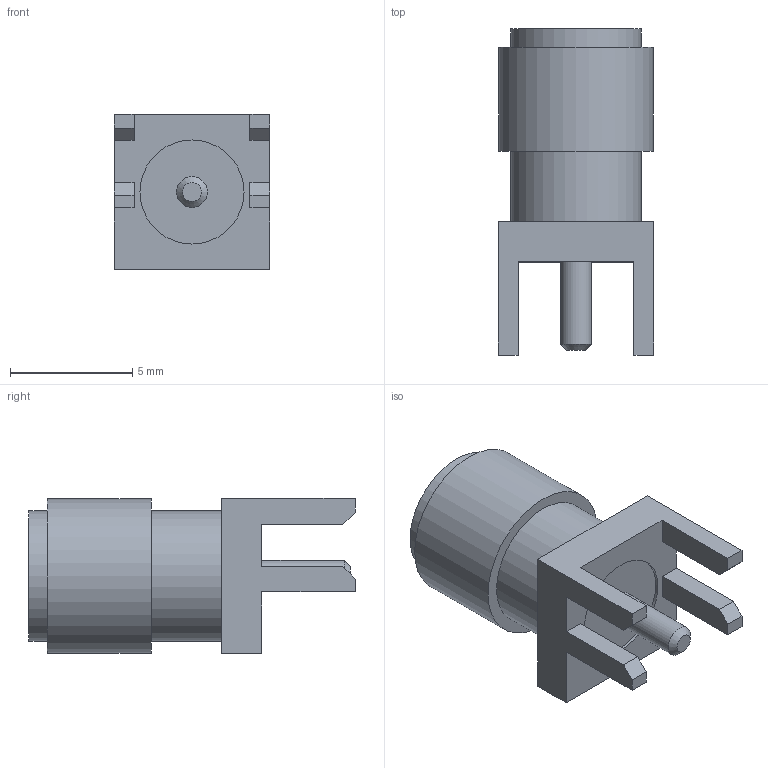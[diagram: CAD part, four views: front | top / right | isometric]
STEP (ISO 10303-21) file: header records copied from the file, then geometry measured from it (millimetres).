
FILE_DESCRIPTION(/* description */ ('STEP AP214'),/* implementation_level */ '2;1');
FILE_NAME(/* name */ 'SMA-J-P-H-ST-EM1',/* time_stamp */ '2024-01-22T00:07:34+01:00',/* author */ ('License CC BY-ND 4.0'),/* organization */ ('CADENAS'),/* preprocessor_version */ 'ST-DEVELOPER v19.3',/* originating_system */ 'PARTsolutions',/* authorisation */ ' ');
FILE_SCHEMA (('AUTOMOTIVE_DESIGN {1 0 10303 214 3 1 1}'));
Length unit declared in the file: millimetre
Products named in the file (2): SMA-J-P-H-ST-EM1
Assembly tree (1 placements, depth 2):
  SMA-J-P-H-ST-EM1
    SMA-J-P-H-ST-EM1
Bounding box: 6.35 x 13.33 x 6.35 mm (x, y, z)
Volume: 260.6 mm3; surface area: 415.6 mm2
Topology: 1 solids, 1 shells, 47 faces, 105 edges, 70 vertices
Faces by surface type: plane 34, cylinder 12, cone 1
Full cylindrical faces by diameter (mm): 1.27 x2, 4.1 x1, 4.25 x1, 4.63 x1, 5.35 x2, 6.33 x1
Entity records: 1299 total; most frequent: DIRECTION 218, CARTESIAN_POINT 213, ORIENTED_EDGE 190, EDGE_CURVE 95, AXIS2_PLACEMENT_3D 74, LINE 70, VECTOR 70, VERTEX_POINT 69
